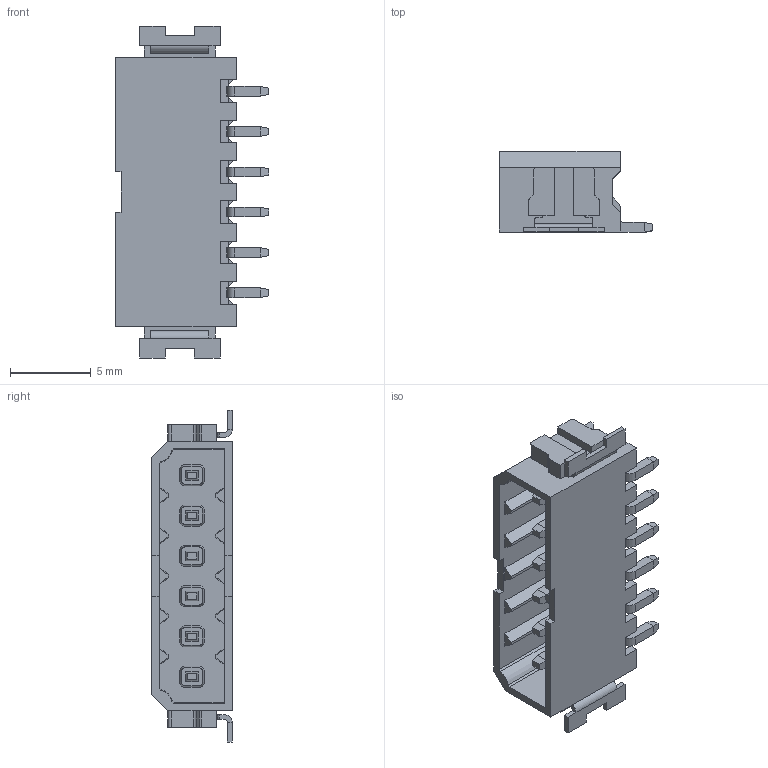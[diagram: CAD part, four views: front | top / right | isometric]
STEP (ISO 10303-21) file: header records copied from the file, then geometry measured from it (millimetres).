
FILE_DESCRIPTION(('SolidDesigner STEP Export'),'2;1');
FILE_NAME('ptsm_0.5-6-hho-2.5-smd-wh.stp','2013-02-22T11:31:34',(''),(''),'Creo Elements/Direct Modeling STEP processor for AP214 (Solid Model)','Creo Elements/Direct Modeling 18.1 06-May-2012 (C) Parametric Technology GmbH','');
FILE_SCHEMA(('AUTOMOTIVE_DESIGN { 1 0 10303 214 1 1 1 1 }'));
Length unit declared in the file: millimetre
Products named in the file (2): ptsm_0.5-6-hho-2.5-smd-wh
Assembly tree (1 placements, depth 2):
  ptsm_0.5-6-hho-2.5-smd-wh
    ptsm_0.5-6-hho-2.5-smd-wh
Bounding box: 9.5 x 5 x 20.6 mm (x, y, z)
Volume: 340.5 mm3; surface area: 895 mm2
Topology: 1 solids, 1 shells, 438 faces, 1194 edges, 776 vertices
Faces by surface type: plane 370, cylinder 42, cone 26
Entity records: 17055 total; most frequent: CARTESIAN_POINT 2430, ORIENTED_EDGE 2388, DIRECTION 2158, EDGE_CURVE 1194, VECTOR 1046, LINE 1046, VERTEX_POINT 776, AXIS2_PLACEMENT_3D 556
